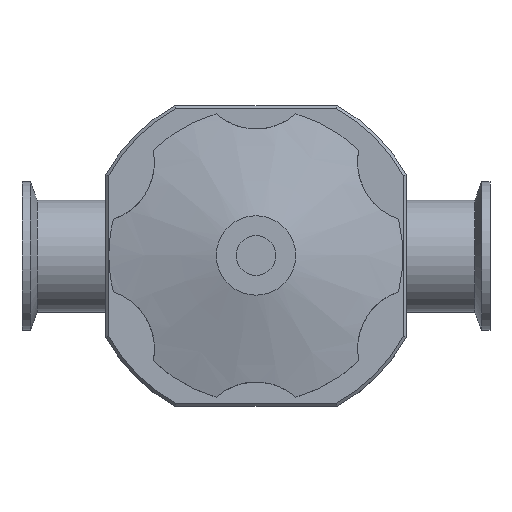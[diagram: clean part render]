
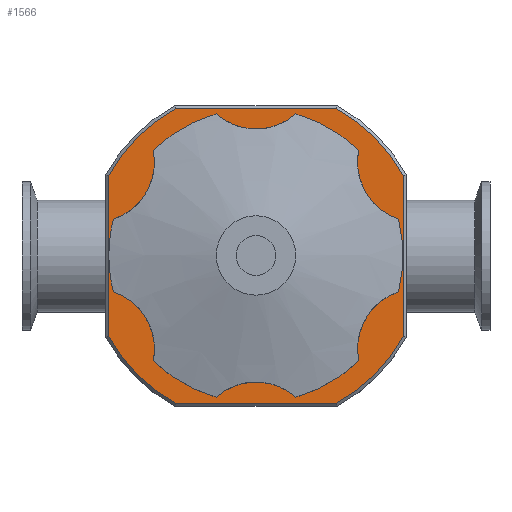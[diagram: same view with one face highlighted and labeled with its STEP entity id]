
A CAD part, top view. The second image highlights one B-rep face of the part: STEP entity #1566.
In plain terms, the highlighted planar face has unit normal (0, 0, 1).
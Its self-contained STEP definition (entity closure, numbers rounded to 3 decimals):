
#37=FACE_BOUND('',#286,.T.);
#73=PLANE('',#1774);
#176=FACE_OUTER_BOUND('',#285,.T.);
#285=EDGE_LOOP('',(#1382,#1383,#1384,#1385,#1386,#1387,#1388,#1389));
#286=EDGE_LOOP('',(#1390));
#341=CIRCLE('',#1635,39.);
#390=CIRCLE('',#1754,57.);
#392=CIRCLE('',#1759,57.);
#394=CIRCLE('',#1762,57.);
#396=CIRCLE('',#1766,57.);
#494=LINE('',#2745,#606);
#496=LINE('',#2756,#608);
#498=LINE('',#2781,#610);
#500=LINE('',#2793,#612);
#606=VECTOR('',#2192,10.);
#608=VECTOR('',#2196,10.);
#610=VECTOR('',#2212,10.);
#612=VECTOR('',#2222,10.);
#652=VERTEX_POINT('',#2435);
#745=VERTEX_POINT('',#2726);
#746=VERTEX_POINT('',#2731);
#748=VERTEX_POINT('',#2740);
#751=VERTEX_POINT('',#2750);
#752=VERTEX_POINT('',#2755);
#754=VERTEX_POINT('',#2767);
#756=VERTEX_POINT('',#2776);
#758=VERTEX_POINT('',#2785);
#807=EDGE_CURVE('',#652,#652,#341,.T.);
#945=EDGE_CURVE('',#745,#746,#390,.T.);
#949=EDGE_CURVE('',#748,#745,#494,.T.);
#952=EDGE_CURVE('',#751,#752,#496,.T.);
#955=EDGE_CURVE('',#752,#748,#392,.T.);
#958=EDGE_CURVE('',#754,#751,#394,.T.);
#961=EDGE_CURVE('',#756,#754,#498,.T.);
#964=EDGE_CURVE('',#758,#756,#396,.T.);
#966=EDGE_CURVE('',#746,#758,#500,.T.);
#1382=ORIENTED_EDGE('',*,*,#952,.F.);
#1383=ORIENTED_EDGE('',*,*,#958,.F.);
#1384=ORIENTED_EDGE('',*,*,#961,.F.);
#1385=ORIENTED_EDGE('',*,*,#964,.F.);
#1386=ORIENTED_EDGE('',*,*,#966,.F.);
#1387=ORIENTED_EDGE('',*,*,#945,.F.);
#1388=ORIENTED_EDGE('',*,*,#949,.F.);
#1389=ORIENTED_EDGE('',*,*,#955,.F.);
#1390=ORIENTED_EDGE('',*,*,#807,.T.);
#1566=ADVANCED_FACE('',(#176,#37),#73,.T.);
#1635=AXIS2_PLACEMENT_3D('',#2437,#1871,#1872);
#1754=AXIS2_PLACEMENT_3D('',#2732,#2187,#2188);
#1759=AXIS2_PLACEMENT_3D('',#2763,#2201,#2202);
#1762=AXIS2_PLACEMENT_3D('',#2772,#2207,#2208);
#1766=AXIS2_PLACEMENT_3D('',#2790,#2217,#2218);
#1774=AXIS2_PLACEMENT_3D('',#2812,#2242,#2243);
#1871=DIRECTION('center_axis',(0.,0.,-1.));
#1872=DIRECTION('ref_axis',(1.,0.,0.));
#2187=DIRECTION('center_axis',(0.,0.,-1.));
#2188=DIRECTION('ref_axis',(0.879,0.476,0.));
#2192=DIRECTION('',(1.,0.,0.));
#2196=DIRECTION('',(0.,1.,0.));
#2201=DIRECTION('center_axis',(0.,0.,-1.));
#2202=DIRECTION('ref_axis',(-0.476,0.879,0.));
#2207=DIRECTION('center_axis',(0.,0.,-1.));
#2208=DIRECTION('ref_axis',(-0.879,-0.476,0.));
#2212=DIRECTION('',(-1.,0.,0.));
#2217=DIRECTION('center_axis',(0.,0.,-1.));
#2218=DIRECTION('ref_axis',(0.476,-0.879,0.));
#2222=DIRECTION('',(0.,-1.,0.));
#2242=DIRECTION('center_axis',(0.,0.,1.));
#2243=DIRECTION('ref_axis',(1.,0.,0.));
#2435=CARTESIAN_POINT('',(-39.,0.,0.));
#2437=CARTESIAN_POINT('Origin',(0.,0.,0.));
#2726=CARTESIAN_POINT('',(27.368,50.,0.));
#2731=CARTESIAN_POINT('',(50.,27.368,0.));
#2732=CARTESIAN_POINT('Origin',(0.,0.,0.));
#2740=CARTESIAN_POINT('',(-27.368,50.,0.));
#2745=CARTESIAN_POINT('',(13.811,50.,0.));
#2750=CARTESIAN_POINT('',(-50.,-27.368,0.));
#2755=CARTESIAN_POINT('',(-50.,27.368,0.));
#2756=CARTESIAN_POINT('',(-50.,13.811,0.));
#2763=CARTESIAN_POINT('Origin',(0.,0.,0.));
#2767=CARTESIAN_POINT('',(-27.368,-50.,0.));
#2772=CARTESIAN_POINT('Origin',(0.,0.,0.));
#2776=CARTESIAN_POINT('',(27.368,-50.,0.));
#2781=CARTESIAN_POINT('',(-13.811,-50.,0.));
#2785=CARTESIAN_POINT('',(50.,-27.368,0.));
#2790=CARTESIAN_POINT('Origin',(0.,0.,0.));
#2793=CARTESIAN_POINT('',(50.,-13.811,0.));
#2812=CARTESIAN_POINT('Origin',(0.,0.,0.));
